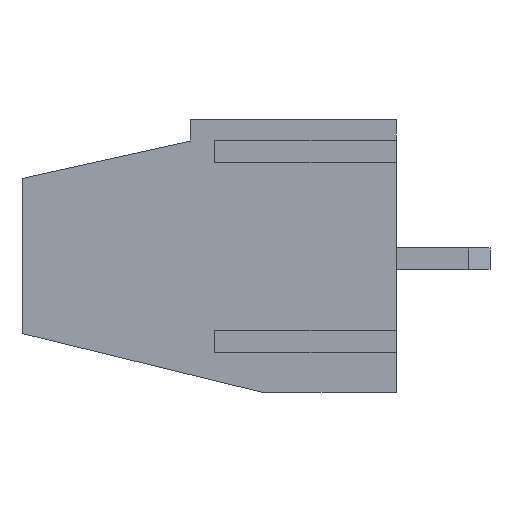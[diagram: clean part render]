
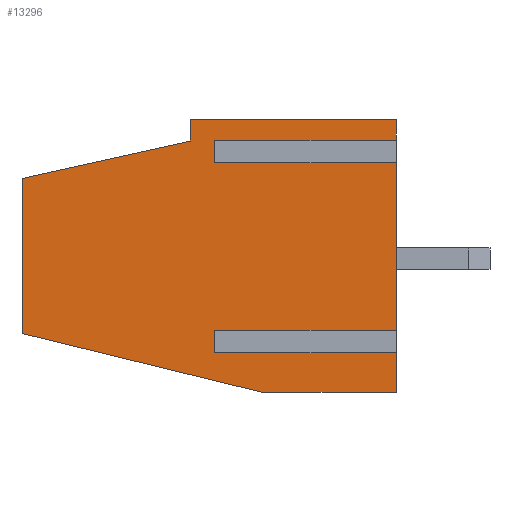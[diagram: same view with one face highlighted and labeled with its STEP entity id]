
A CAD part, left-side view. The second image highlights one B-rep face of the part: STEP entity #13296.
In plain terms, the highlighted planar face has unit normal (-1, 0, 0).
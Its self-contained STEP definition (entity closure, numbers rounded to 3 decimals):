
#209 = VERTEX_POINT ( 'NONE', #14965 ) ;
#291 = ORIENTED_EDGE ( 'NONE', *, *, #16222, .T. ) ;
#908 = DIRECTION ( 'NONE',  ( 0., 0., 1. ) ) ;
#1299 = CARTESIAN_POINT ( 'NONE',  ( 0., 14., 2.2 ) ) ;
#1345 = CARTESIAN_POINT ( 'NONE',  ( 0., 14., 8. ) ) ;
#1521 = ORIENTED_EDGE ( 'NONE', *, *, #19569, .T. ) ;
#1688 = CARTESIAN_POINT ( 'NONE',  ( 0., 6.8, 9.202 ) ) ;
#1702 = ORIENTED_EDGE ( 'NONE', *, *, #13047, .T. ) ;
#1710 = CARTESIAN_POINT ( 'NONE',  ( 0., 0., 1.698 ) ) ;
#1837 = LINE ( 'NONE', #9183, #13566 ) ;
#1932 = LINE ( 'NONE', #3867, #20883 ) ;
#2027 = CARTESIAN_POINT ( 'NONE',  ( 0., 5., 0. ) ) ;
#2083 = LINE ( 'NONE', #4023, #22310 ) ;
#2498 = CARTESIAN_POINT ( 'NONE',  ( 0., 0., 10.2 ) ) ;
#2501 = VECTOR ( 'NONE', #18594, 1000. ) ;
#2511 = ORIENTED_EDGE ( 'NONE', *, *, #20007, .F. ) ;
#3141 = CARTESIAN_POINT ( 'NONE',  ( 0., 14., 10.2 ) ) ;
#3142 = VECTOR ( 'NONE', #21522, 1000. ) ;
#3319 = VERTEX_POINT ( 'NONE', #22865 ) ;
#3867 = CARTESIAN_POINT ( 'NONE',  ( 0., 6.8, 1.698 ) ) ;
#3875 = EDGE_CURVE ( 'NONE', #21331, #11322, #21090, .T. ) ;
#4023 = CARTESIAN_POINT ( 'NONE',  ( 0., 6.8, 9.202 ) ) ;
#4113 = LINE ( 'NONE', #6156, #15114 ) ;
#4522 = DIRECTION ( 'NONE',  ( 0., -1., 0. ) ) ;
#4758 = ORIENTED_EDGE ( 'NONE', *, *, #9393, .F. ) ;
#4981 = CARTESIAN_POINT ( 'NONE',  ( 0., 7.7, 10.2 ) ) ;
#5150 = DIRECTION ( 'NONE',  ( 0., -1., 0. ) ) ;
#5230 = EDGE_CURVE ( 'NONE', #21081, #7217, #11651, .T. ) ;
#5407 = ORIENTED_EDGE ( 'NONE', *, *, #7120, .T. ) ;
#5427 = EDGE_CURVE ( 'NONE', #6173, #6236, #16689, .T. ) ;
#5491 = VERTEX_POINT ( 'NONE', #7108 ) ;
#5527 = DIRECTION ( 'NONE',  ( 0., 0., -1. ) ) ;
#5854 = VERTEX_POINT ( 'NONE', #19052 ) ;
#5914 = VECTOR ( 'NONE', #6064, 1000. ) ;
#5994 = CARTESIAN_POINT ( 'NONE',  ( 0., 0., 9.202 ) ) ;
#6064 = DIRECTION ( 'NONE',  ( 0., 0., 1. ) ) ;
#6156 = CARTESIAN_POINT ( 'NONE',  ( 0., 0., 10.2 ) ) ;
#6173 = VERTEX_POINT ( 'NONE', #21660 ) ;
#6236 = VERTEX_POINT ( 'NONE', #16121 ) ;
#6348 = ORIENTED_EDGE ( 'NONE', *, *, #5230, .T. ) ;
#6532 = CARTESIAN_POINT ( 'NONE',  ( 0., 14., 2.2 ) ) ;
#6587 = VECTOR ( 'NONE', #5150, 1000. ) ;
#6766 = CARTESIAN_POINT ( 'NONE',  ( 0., 6.8, 2.102 ) ) ;
#7108 = CARTESIAN_POINT ( 'NONE',  ( 0., 0., 8.798 ) ) ;
#7120 = EDGE_CURVE ( 'NONE', #5854, #10778, #12171, .T. ) ;
#7217 = VERTEX_POINT ( 'NONE', #14807 ) ;
#7529 = AXIS2_PLACEMENT_3D ( 'NONE', #14829, #9332, #12901 ) ;
#7893 = ORIENTED_EDGE ( 'NONE', *, *, #11770, .F. ) ;
#7968 = LINE ( 'NONE', #6532, #3142 ) ;
#8566 = LINE ( 'NONE', #6766, #9070 ) ;
#8797 = LINE ( 'NONE', #3141, #5914 ) ;
#9070 = VECTOR ( 'NONE', #23419, 1000. ) ;
#9183 = CARTESIAN_POINT ( 'NONE',  ( 0., 0., 10.2 ) ) ;
#9218 = VECTOR ( 'NONE', #4522, 1000. ) ;
#9272 = DIRECTION ( 'NONE',  ( 0., -1., 0. ) ) ;
#9332 = DIRECTION ( 'NONE',  ( 1., 0., 0. ) ) ;
#9393 = EDGE_CURVE ( 'NONE', #20616, #22642, #17703, .T. ) ;
#9403 = DIRECTION ( 'NONE',  ( 0., -1., 0. ) ) ;
#9461 = ORIENTED_EDGE ( 'NONE', *, *, #21218, .T. ) ;
#9959 = CARTESIAN_POINT ( 'NONE',  ( 0., 0., 10.2 ) ) ;
#10061 = CARTESIAN_POINT ( 'NONE',  ( 0., 14., 10.2 ) ) ;
#10769 = ORIENTED_EDGE ( 'NONE', *, *, #5427, .F. ) ;
#10778 = VERTEX_POINT ( 'NONE', #1710 ) ;
#10825 = CARTESIAN_POINT ( 'NONE',  ( 0., 14., 0. ) ) ;
#10920 = CARTESIAN_POINT ( 'NONE',  ( 0., 14., 8. ) ) ;
#11206 = LINE ( 'NONE', #22304, #2501 ) ;
#11274 = EDGE_CURVE ( 'NONE', #209, #16178, #22322, .T. ) ;
#11322 = VERTEX_POINT ( 'NONE', #2498 ) ;
#11488 = DIRECTION ( 'NONE',  ( 0., 0., 1. ) ) ;
#11615 = ORIENTED_EDGE ( 'NONE', *, *, #18958, .T. ) ;
#11651 = LINE ( 'NONE', #17342, #20311 ) ;
#11770 = EDGE_CURVE ( 'NONE', #18536, #20616, #8797, .T. ) ;
#11836 = VECTOR ( 'NONE', #18724, 1000. ) ;
#12161 = CARTESIAN_POINT ( 'NONE',  ( 0., 6.8, 1.698 ) ) ;
#12171 = LINE ( 'NONE', #9959, #18669 ) ;
#12901 = DIRECTION ( 'NONE',  ( 0., 0., -1. ) ) ;
#13047 = EDGE_CURVE ( 'NONE', #7217, #3319, #8566, .T. ) ;
#13082 = VECTOR ( 'NONE', #21657, 1000. ) ;
#13095 = DIRECTION ( 'NONE',  ( 0., 0., 1. ) ) ;
#13129 = EDGE_CURVE ( 'NONE', #22642, #21331, #11206, .T. ) ;
#13286 = ORIENTED_EDGE ( 'NONE', *, *, #19656, .F. ) ;
#13296 = ADVANCED_FACE ( 'NONE', ( #14943 ), #15174, .F. ) ;
#13316 = LINE ( 'NONE', #20790, #15526 ) ;
#13345 = DIRECTION ( 'NONE',  ( 0., -1., 0. ) ) ;
#13566 = VECTOR ( 'NONE', #13095, 1000. ) ;
#13761 = ORIENTED_EDGE ( 'NONE', *, *, #3875, .F. ) ;
#14182 = VECTOR ( 'NONE', #5527, 1000. ) ;
#14807 = CARTESIAN_POINT ( 'NONE',  ( 0., 6.8, 2.102 ) ) ;
#14829 = CARTESIAN_POINT ( 'NONE',  ( 0., 14., 10.2 ) ) ;
#14943 = FACE_OUTER_BOUND ( 'NONE', #16243, .T. ) ;
#14965 = CARTESIAN_POINT ( 'NONE',  ( 0., 5., 0. ) ) ;
#15114 = VECTOR ( 'NONE', #11488, 1000. ) ;
#15174 = PLANE ( 'NONE',  #7529 ) ;
#15526 = VECTOR ( 'NONE', #9272, 1000. ) ;
#15821 = ORIENTED_EDGE ( 'NONE', *, *, #16906, .F. ) ;
#16121 = CARTESIAN_POINT ( 'NONE',  ( 0., 6.8, 8.798 ) ) ;
#16178 = VERTEX_POINT ( 'NONE', #22117 ) ;
#16222 = EDGE_CURVE ( 'NONE', #20878, #11322, #4113, .T. ) ;
#16243 = EDGE_LOOP ( 'NONE', ( #2511, #6348, #1702, #1521, #15821, #10769, #9461, #291, #13761, #22696, #4758, #7893, #13286, #23433, #11615, #5407 ) ) ;
#16689 = LINE ( 'NONE', #1688, #14182 ) ;
#16906 = EDGE_CURVE ( 'NONE', #6236, #5491, #13316, .T. ) ;
#17342 = CARTESIAN_POINT ( 'NONE',  ( 0., 6.8, 1.698 ) ) ;
#17703 = LINE ( 'NONE', #1345, #13082 ) ;
#17859 = LINE ( 'NONE', #10825, #6587 ) ;
#18536 = VERTEX_POINT ( 'NONE', #1299 ) ;
#18594 = DIRECTION ( 'NONE',  ( 0., 0., 1. ) ) ;
#18669 = VECTOR ( 'NONE', #908, 1000. ) ;
#18724 = DIRECTION ( 'NONE',  ( 0., 0., 1. ) ) ;
#18958 = EDGE_CURVE ( 'NONE', #209, #5854, #17859, .T. ) ;
#19052 = CARTESIAN_POINT ( 'NONE',  ( 0., 0., 0. ) ) ;
#19145 = DIRECTION ( 'NONE',  ( 0., 0., 1. ) ) ;
#19569 = EDGE_CURVE ( 'NONE', #3319, #5491, #1837, .T. ) ;
#19656 = EDGE_CURVE ( 'NONE', #16178, #18536, #7968, .T. ) ;
#20007 = EDGE_CURVE ( 'NONE', #21081, #10778, #1932, .T. ) ;
#20311 = VECTOR ( 'NONE', #19145, 1000. ) ;
#20616 = VERTEX_POINT ( 'NONE', #10920 ) ;
#20790 = CARTESIAN_POINT ( 'NONE',  ( 0., 6.8, 8.798 ) ) ;
#20878 = VERTEX_POINT ( 'NONE', #5994 ) ;
#20883 = VECTOR ( 'NONE', #9403, 1000. ) ;
#21081 = VERTEX_POINT ( 'NONE', #12161 ) ;
#21090 = LINE ( 'NONE', #10061, #9218 ) ;
#21218 = EDGE_CURVE ( 'NONE', #6173, #20878, #2083, .T. ) ;
#21331 = VERTEX_POINT ( 'NONE', #4981 ) ;
#21522 = DIRECTION ( 'NONE',  ( 0., 0.971, 0.237 ) ) ;
#21657 = DIRECTION ( 'NONE',  ( 0., -0.976, 0.217 ) ) ;
#21660 = CARTESIAN_POINT ( 'NONE',  ( 0., 6.8, 9.202 ) ) ;
#22117 = CARTESIAN_POINT ( 'NONE',  ( 0., 5., 0. ) ) ;
#22304 = CARTESIAN_POINT ( 'NONE',  ( 0., 7.7, 9.4 ) ) ;
#22310 = VECTOR ( 'NONE', #13345, 1000. ) ;
#22322 = LINE ( 'NONE', #2027, #11836 ) ;
#22642 = VERTEX_POINT ( 'NONE', #23164 ) ;
#22696 = ORIENTED_EDGE ( 'NONE', *, *, #13129, .F. ) ;
#22865 = CARTESIAN_POINT ( 'NONE',  ( 0., 0., 2.102 ) ) ;
#23164 = CARTESIAN_POINT ( 'NONE',  ( 0., 7.7, 9.4 ) ) ;
#23419 = DIRECTION ( 'NONE',  ( 0., -1., 0. ) ) ;
#23433 = ORIENTED_EDGE ( 'NONE', *, *, #11274, .F. ) ;
